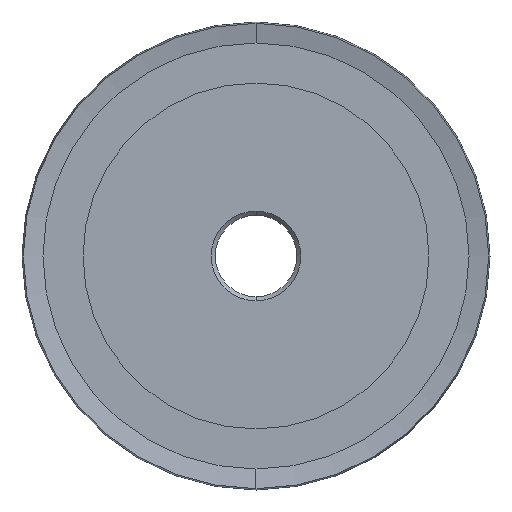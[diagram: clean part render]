
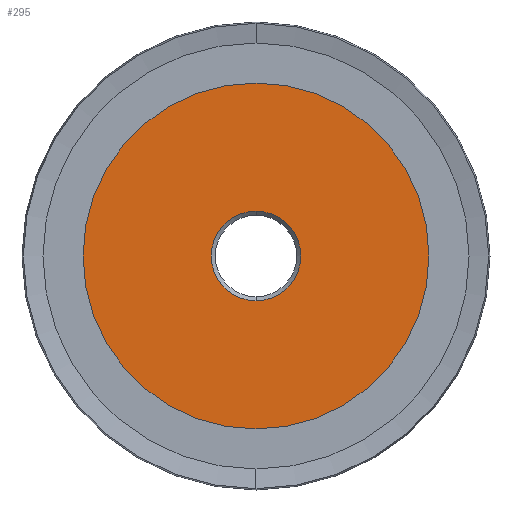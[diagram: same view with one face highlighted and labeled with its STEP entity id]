
A CAD part, left-side view. The second image highlights one B-rep face of the part: STEP entity #295.
In plain terms, the highlighted planar face has unit normal (-1, 0, 0).
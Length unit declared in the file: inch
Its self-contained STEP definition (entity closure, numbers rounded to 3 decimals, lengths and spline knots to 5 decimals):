
#70 = CARTESIAN_POINT ( 'NONE',  ( 0., 0., -1.0625 ) ) ;
#89 = DIRECTION ( 'NONE',  ( 1., 0., 0. ) ) ;
#129 = DIRECTION ( 'NONE',  ( 0., 0., 1. ) ) ;
#160 = ORIENTED_EDGE ( 'NONE', *, *, #4539, .T. ) ;
#178 = PLANE ( 'NONE',  #3677 ) ;
#259 = DIRECTION ( 'NONE',  ( -1., 0., 0. ) ) ;
#276 = AXIS2_PLACEMENT_3D ( 'NONE', #3851, #259, #4456 ) ;
#295 = ADVANCED_FACE ( 'NONE', ( #3098, #6669 ), #178, .T. ) ;
#620 = ORIENTED_EDGE ( 'NONE', *, *, #4383, .T. ) ;
#661 = DIRECTION ( 'NONE',  ( 0., 0., 1. ) ) ;
#812 = CARTESIAN_POINT ( 'NONE',  ( 0., 0., 0.275 ) ) ;
#883 = VERTEX_POINT ( 'NONE', #812 ) ;
#1087 = EDGE_LOOP ( 'NONE', ( #2671, #620 ) ) ;
#1216 = VERTEX_POINT ( 'NONE', #6437 ) ;
#1414 = CARTESIAN_POINT ( 'NONE',  ( 0., 0., 0. ) ) ;
#1518 = CIRCLE ( 'NONE', #6527, 1.0625 ) ;
#1634 = AXIS2_PLACEMENT_3D ( 'NONE', #6876, #3279, #7468 ) ;
#1662 = AXIS2_PLACEMENT_3D ( 'NONE', #3682, #89, #4291 ) ;
#2173 = CIRCLE ( 'NONE', #1662, 0.275 ) ;
#2499 = CIRCLE ( 'NONE', #1634, 0.275 ) ;
#2671 = ORIENTED_EDGE ( 'NONE', *, *, #7484, .T. ) ;
#3098 = FACE_BOUND ( 'NONE', #1087, .T. ) ;
#3279 = DIRECTION ( 'NONE',  ( 1., 0., 0. ) ) ;
#3412 = VERTEX_POINT ( 'NONE', #70 ) ;
#3451 = EDGE_CURVE ( 'NONE', #1216, #3412, #1518, .T. ) ;
#3677 = AXIS2_PLACEMENT_3D ( 'NONE', #1414, #4233, #661 ) ;
#3682 = CARTESIAN_POINT ( 'NONE',  ( 0., 0., 0. ) ) ;
#3714 = DIRECTION ( 'NONE',  ( -1., 0., 0. ) ) ;
#3851 = CARTESIAN_POINT ( 'NONE',  ( 0., 0., 0. ) ) ;
#4198 = EDGE_LOOP ( 'NONE', ( #160, #6784 ) ) ;
#4233 = DIRECTION ( 'NONE',  ( -1., 0., 0. ) ) ;
#4291 = DIRECTION ( 'NONE',  ( 0., 0., 1. ) ) ;
#4373 = CIRCLE ( 'NONE', #276, 1.0625 ) ;
#4383 = EDGE_CURVE ( 'NONE', #6052, #883, #2173, .T. ) ;
#4456 = DIRECTION ( 'NONE',  ( 0., 0., 1. ) ) ;
#4539 = EDGE_CURVE ( 'NONE', #3412, #1216, #4373, .T. ) ;
#6052 = VERTEX_POINT ( 'NONE', #6599 ) ;
#6437 = CARTESIAN_POINT ( 'NONE',  ( 0., 0., 1.0625 ) ) ;
#6527 = AXIS2_PLACEMENT_3D ( 'NONE', #7323, #3714, #129 ) ;
#6599 = CARTESIAN_POINT ( 'NONE',  ( 0., 0., -0.275 ) ) ;
#6669 = FACE_OUTER_BOUND ( 'NONE', #4198, .T. ) ;
#6784 = ORIENTED_EDGE ( 'NONE', *, *, #3451, .T. ) ;
#6876 = CARTESIAN_POINT ( 'NONE',  ( 0., 0., 0. ) ) ;
#7323 = CARTESIAN_POINT ( 'NONE',  ( 0., 0., 0. ) ) ;
#7468 = DIRECTION ( 'NONE',  ( 0., 0., 1. ) ) ;
#7484 = EDGE_CURVE ( 'NONE', #883, #6052, #2499, .T. ) ;
